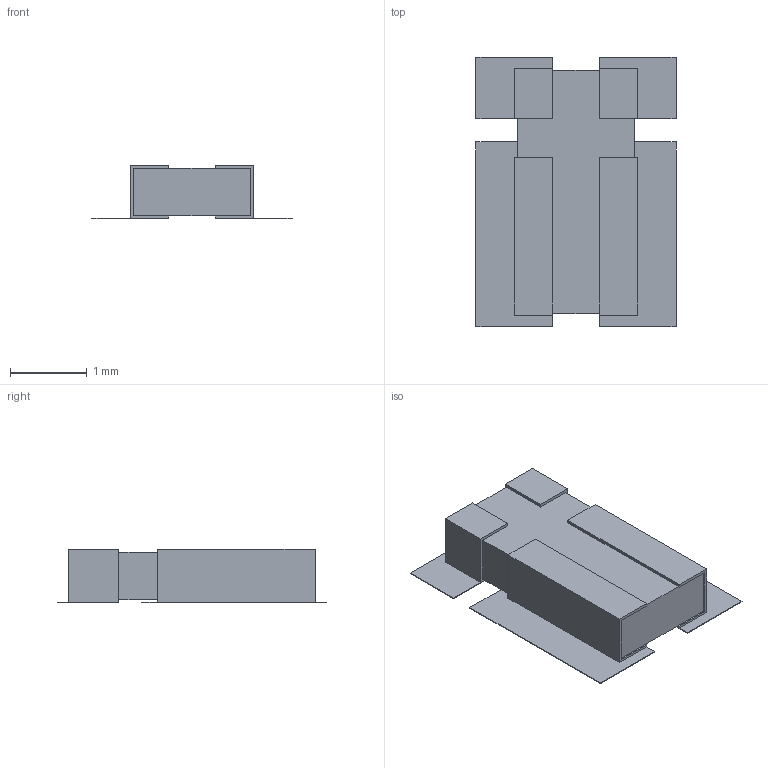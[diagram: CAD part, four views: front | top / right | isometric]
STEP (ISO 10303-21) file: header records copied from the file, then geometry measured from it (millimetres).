
FILE_DESCRIPTION(/* description */ (''),/* implementation_level */ '2;1');
FILE_NAME(/* name */ '215-0379-000_1.stp',/* time_stamp */ '2023-11-01T20:46:03+03:00',/* author */ (''),/* organization */ (''),/* preprocessor_version */ 'ST-DEVELOPER v16.7',/* originating_system */ 'SIEMENS PLM Software NX 12.0',/* authorisation */ '');
FILE_SCHEMA (('AUTOMOTIVE_DESIGN { 1 0 10303 214 3 1 1 1 }'));
Length unit declared in the file: millimetre
Products named in the file (1): 215-0379-000_1
Bounding box: 2.6 x 3.5 x 0.7 mm (x, y, z)
Volume: 3.4 mm3; surface area: 24.9 mm2
Topology: 1 solids, 1 shells, 60 faces, 166 edges, 108 vertices
Faces by surface type: plane 60
Entity records: 1947 total; most frequent: CARTESIAN_POINT 335, ORIENTED_EDGE 332, DIRECTION 288, EDGE_CURVE 166, LINE 166, VECTOR 166, VERTEX_POINT 108, AXIS2_PLACEMENT_3D 61
